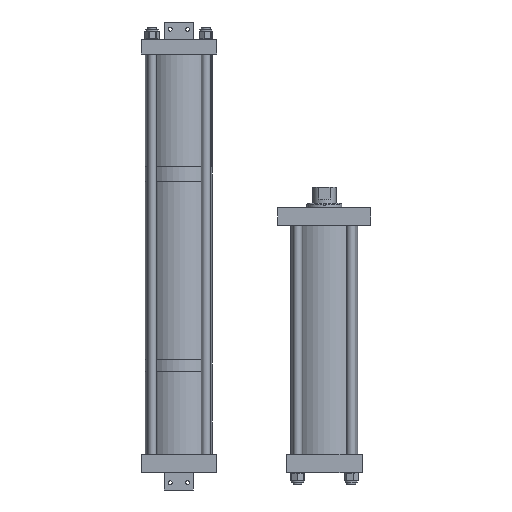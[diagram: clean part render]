
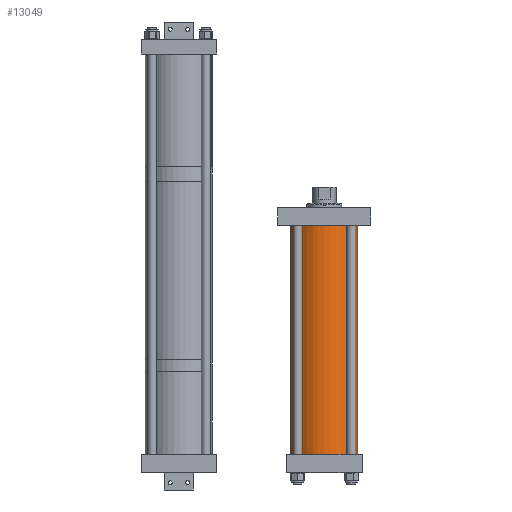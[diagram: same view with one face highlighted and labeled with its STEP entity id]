
A CAD part, front view. The second image highlights one B-rep face of the part: STEP entity #13049.
In plain terms, the highlighted cylindrical face has radius 73.025 mm (diameter 146.05 mm), a partial arc.
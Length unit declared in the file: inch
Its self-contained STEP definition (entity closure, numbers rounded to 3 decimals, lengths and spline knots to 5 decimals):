
#312 = CARTESIAN_POINT ( 'NONE',  ( 2.875, 0., 0. ) ) ;
#324 = VECTOR ( 'NONE', #13316, 39.37008 ) ;
#1051 = ORIENTED_EDGE ( 'NONE', *, *, #14172, .F. ) ;
#1104 = EDGE_CURVE ( 'NONE', #4240, #12051, #9050, .T. ) ;
#1290 = VECTOR ( 'NONE', #14847, 39.37008 ) ;
#1833 = EDGE_CURVE ( 'NONE', #9085, #4240, #2221, .T. ) ;
#2221 = LINE ( 'NONE', #10834, #324 ) ;
#2245 = EDGE_LOOP ( 'NONE', ( #1051, #13099, #13402, #5399 ) ) ;
#2629 = DIRECTION ( 'NONE',  ( 0., 0., -1. ) ) ;
#2648 = AXIS2_PLACEMENT_3D ( 'NONE', #4258, #5480, #6716 ) ;
#3131 = FACE_OUTER_BOUND ( 'NONE', #2245, .T. ) ;
#3135 = CARTESIAN_POINT ( 'NONE',  ( -2.875, 0., 0. ) ) ;
#3312 = CYLINDRICAL_SURFACE ( 'NONE', #5965, 2.875 ) ;
#3438 = DIRECTION ( 'NONE',  ( 0., 0., 1. ) ) ;
#3830 = VERTEX_POINT ( 'NONE', #8005 ) ;
#4240 = VERTEX_POINT ( 'NONE', #312 ) ;
#4258 = CARTESIAN_POINT ( 'NONE',  ( 0., 0., 0. ) ) ;
#5171 = CARTESIAN_POINT ( 'NONE',  ( -2.875, 0., 19.689 ) ) ;
#5244 = AXIS2_PLACEMENT_3D ( 'NONE', #5826, #3438, #8271 ) ;
#5399 = ORIENTED_EDGE ( 'NONE', *, *, #8666, .F. ) ;
#5480 = DIRECTION ( 'NONE',  ( 0., 0., 1. ) ) ;
#5826 = CARTESIAN_POINT ( 'NONE',  ( 0., 0., 19.689 ) ) ;
#5965 = AXIS2_PLACEMENT_3D ( 'NONE', #10941, #2629, #14670 ) ;
#6716 = DIRECTION ( 'NONE',  ( 1., 0., 0. ) ) ;
#8005 = CARTESIAN_POINT ( 'NONE',  ( -2.875, 0., 19.689 ) ) ;
#8271 = DIRECTION ( 'NONE',  ( 1., 0., 0. ) ) ;
#8666 = EDGE_CURVE ( 'NONE', #3830, #12051, #11323, .T. ) ;
#9050 = CIRCLE ( 'NONE', #2648, 2.875 ) ;
#9085 = VERTEX_POINT ( 'NONE', #9642 ) ;
#9642 = CARTESIAN_POINT ( 'NONE',  ( 2.875, 0., 19.689 ) ) ;
#10662 = CIRCLE ( 'NONE', #5244, 2.875 ) ;
#10834 = CARTESIAN_POINT ( 'NONE',  ( 2.875, 0., 19.689 ) ) ;
#10941 = CARTESIAN_POINT ( 'NONE',  ( 0., 0., 19.689 ) ) ;
#11323 = LINE ( 'NONE', #5171, #1290 ) ;
#12051 = VERTEX_POINT ( 'NONE', #3135 ) ;
#13049 = ADVANCED_FACE ( 'NONE', ( #3131 ), #3312, .T. ) ;
#13099 = ORIENTED_EDGE ( 'NONE', *, *, #1833, .T. ) ;
#13316 = DIRECTION ( 'NONE',  ( 0., 0., -1. ) ) ;
#13402 = ORIENTED_EDGE ( 'NONE', *, *, #1104, .T. ) ;
#14172 = EDGE_CURVE ( 'NONE', #9085, #3830, #10662, .T. ) ;
#14670 = DIRECTION ( 'NONE',  ( -1., 0., 0. ) ) ;
#14847 = DIRECTION ( 'NONE',  ( 0., 0., -1. ) ) ;
